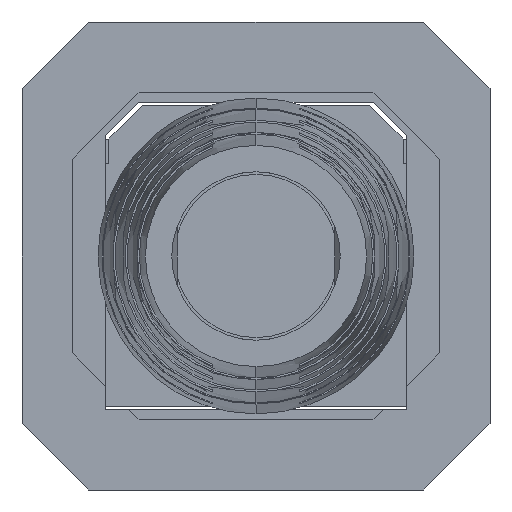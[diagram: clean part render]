
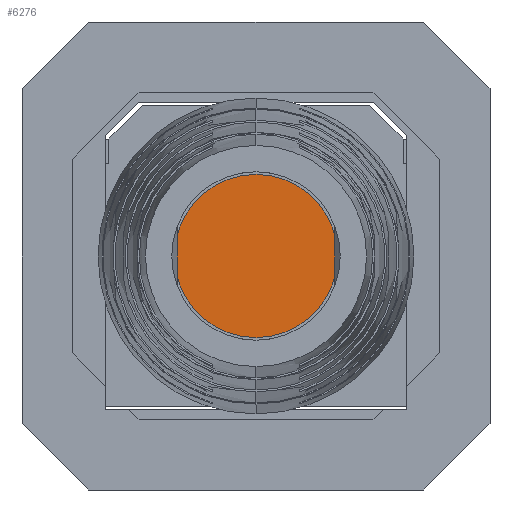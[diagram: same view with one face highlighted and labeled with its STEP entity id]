
A CAD part, front view. The second image highlights one B-rep face of the part: STEP entity #6276.
In plain terms, the highlighted planar face has unit normal (0, -1, 0).
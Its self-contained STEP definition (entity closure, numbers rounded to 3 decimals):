
#492 = EDGE_LOOP ( 'NONE', ( #4562, #6396 ) ) ;
#1022 = VERTEX_POINT ( 'NONE', #3803 ) ;
#1365 = AXIS2_PLACEMENT_3D ( 'NONE', #6987, #3764, #5444 ) ;
#1865 = FACE_OUTER_BOUND ( 'NONE', #492, .T. ) ;
#2792 = DIRECTION ( 'NONE',  ( 0., 0., -1. ) ) ;
#3021 = PLANE ( 'NONE',  #7054 ) ;
#3764 = DIRECTION ( 'NONE',  ( 0., -1., 0. ) ) ;
#3803 = CARTESIAN_POINT ( 'NONE',  ( 0., -13.614, 1.587 ) ) ;
#4535 = DIRECTION ( 'NONE',  ( 0., -1., 0. ) ) ;
#4562 = ORIENTED_EDGE ( 'NONE', *, *, #5909, .T. ) ;
#5444 = DIRECTION ( 'NONE',  ( 0., 0., -1. ) ) ;
#5663 = EDGE_CURVE ( 'NONE', #9266, #1022, #9010, .T. ) ;
#5822 = CARTESIAN_POINT ( 'NONE',  ( 0., -13.614, -1.587 ) ) ;
#5909 = EDGE_CURVE ( 'NONE', #1022, #9266, #7029, .T. ) ;
#6109 = AXIS2_PLACEMENT_3D ( 'NONE', #8006, #6627, #2792 ) ;
#6276 = ADVANCED_FACE ( 'NONE', ( #1865 ), #3021, .T. ) ;
#6396 = ORIENTED_EDGE ( 'NONE', *, *, #5663, .T. ) ;
#6627 = DIRECTION ( 'NONE',  ( 0., -1., 0. ) ) ;
#6983 = CARTESIAN_POINT ( 'NONE',  ( 1.842, -13.614, 0. ) ) ;
#6987 = CARTESIAN_POINT ( 'NONE',  ( 0., -13.614, 0. ) ) ;
#7029 = CIRCLE ( 'NONE', #6109, 1.587 ) ;
#7054 = AXIS2_PLACEMENT_3D ( 'NONE', #6983, #4535, #8560 ) ;
#8006 = CARTESIAN_POINT ( 'NONE',  ( 0., -13.614, 0. ) ) ;
#8560 = DIRECTION ( 'NONE',  ( 0., 0., -1. ) ) ;
#9010 = CIRCLE ( 'NONE', #1365, 1.587 ) ;
#9266 = VERTEX_POINT ( 'NONE', #5822 ) ;
